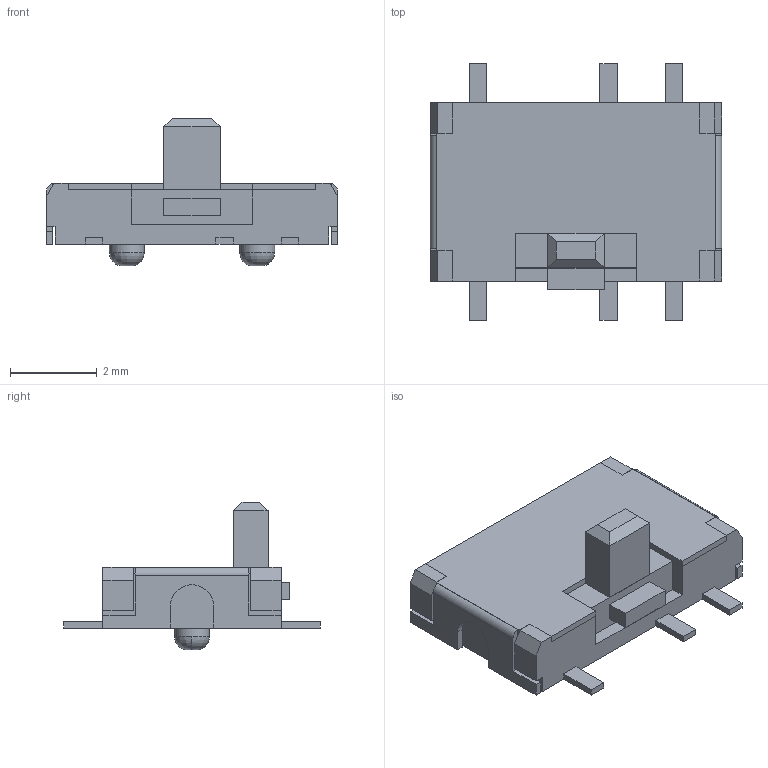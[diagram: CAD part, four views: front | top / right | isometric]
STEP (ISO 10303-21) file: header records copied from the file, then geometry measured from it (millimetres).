
FILE_DESCRIPTION(/* description */ (''),/* implementation_level */ '2;1');
FILE_NAME(/* name */ 'SSSS820101.step',/* time_stamp */ '2023-10-22T15:45:26+08:00',/* author */ (''),/* organization */ (''),/* preprocessor_version */ 'ST-DEVELOPER v19.2',/* originating_system */ 'Autodesk Translation Framework v12.6.0.85',/* authorisation */ '');
FILE_SCHEMA (('AUTOMOTIVE_DESIGN { 1 0 10303 214 3 1 1 }'));
Length unit declared in the file: millimetre
Products named in the file (5): 3D_PCB1_2023-10-22; COMPOUND; SW1; SW-TH_SSSS820101; COMPOUND (1)
Assembly tree (4 placements, depth 4):
  3D_PCB1_2023-10-22
    COMPOUND
    SW1
      SW-TH_SSSS820101
        COMPOUND (1)
Bounding box: 6.7 x 5.9 x 3.4 mm (x, y, z)
Volume: 38.9 mm3; surface area: 172.5 mm2
Topology: 14 solids, 14 shells, 265 faces, 660 edges, 438 vertices
Faces by surface type: plane 241, bspline 18, cylinder 6
Full cylindrical faces by diameter (mm): 0.8 x2
Entity records: 8958 total; most frequent: CARTESIAN_POINT 2418, ORIENTED_EDGE 1320, DIRECTION 1166, EDGE_CURVE 660, LINE 610, VECTOR 610, VERTEX_POINT 438, EDGE_LOOP 280
